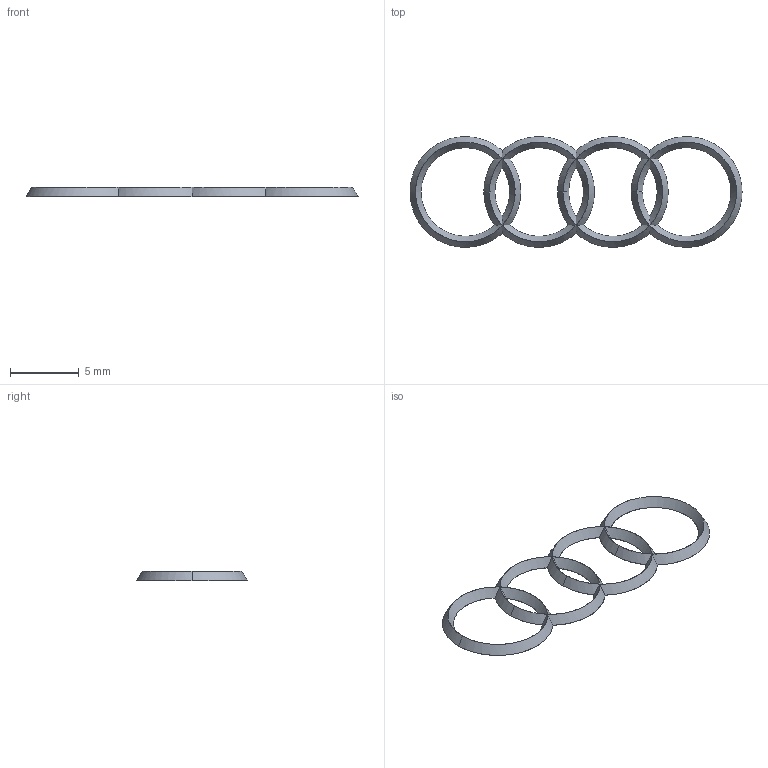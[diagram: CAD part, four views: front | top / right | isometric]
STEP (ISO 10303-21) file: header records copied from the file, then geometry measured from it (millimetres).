
FILE_DESCRIPTION(('FreeCAD Model'),'2;1');
FILE_NAME('Open CASCADE Shape Model','2025-05-03T18:22:21',('FreeCAD'),( 'FreeCAD'),'Open CASCADE STEP processor 7.6','FreeCAD','Unknown');
FILE_SCHEMA(('AUTOMOTIVE_DESIGN { 1 0 10303 214 1 1 1 1 }'));
Length unit declared in the file: millimetre
Products named in the file (1): Open CASCADE STEP translator 7.6 1
Bounding box: 24.14 x 8.05 x 0.7 mm (x, y, z)
Surface area: 208 mm2 (no closed solid volume)
Topology: 0 solids, 33 shells, 33 faces, 160 edges, 160 vertices
Faces by surface type: bspline 33
Entity records: 1532 total; most frequent: CARTESIAN_POINT 841, ORIENTED_EDGE 160, EDGE_CURVE 160, VERTEX_POINT 160, FACE_BOUND 40, EDGE_LOOP 40, SHELL_BASED_SURFACE_MODEL 33, OPEN_SHELL 33
